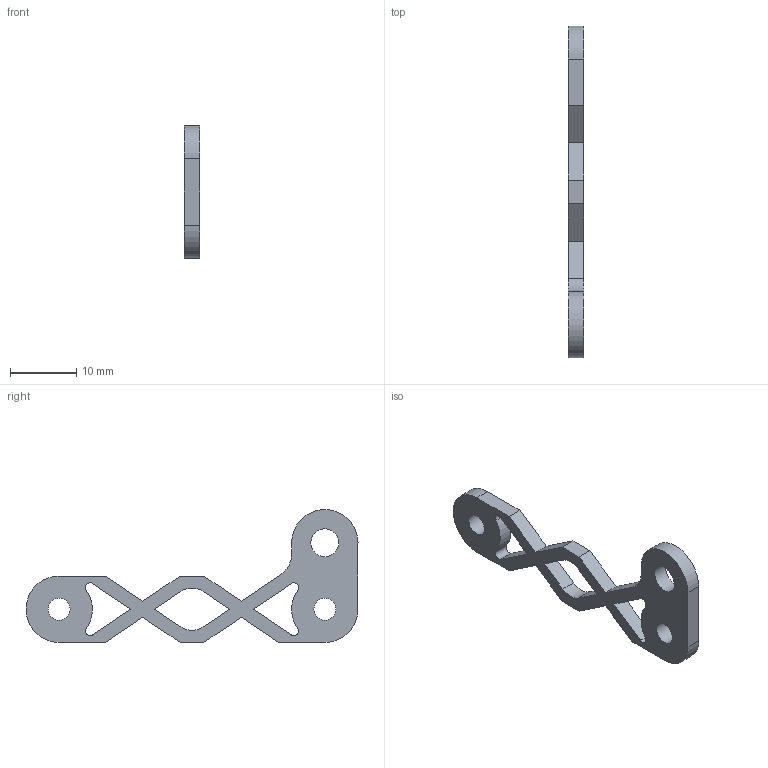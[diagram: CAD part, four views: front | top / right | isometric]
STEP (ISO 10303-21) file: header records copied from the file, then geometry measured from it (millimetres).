
FILE_DESCRIPTION(/* description */ (''),/* implementation_level */ '2;1');
FILE_NAME(/* name */ 'flex_linkage v5.step',/* time_stamp */ '2020-12-14T21:04:25-08:00',/* author */ (''),/* organization */ (''),/* preprocessor_version */ 'ST-DEVELOPER v18.1',/* originating_system */ 'Autodesk Translation Framework v9.7.1.1290',/* authorisation */ '');
FILE_SCHEMA (('AUTOMOTIVE_DESIGN { 1 0 10303 214 3 1 1 }'));
Length unit declared in the file: millimetre
Products named in the file (1): flex_linkage
Bounding box: 2.3 x 50 x 20.01 mm (x, y, z)
Volume: 839.2 mm3; surface area: 1293.5 mm2
Topology: 1 solids, 1 shells, 40 faces, 114 edges, 76 vertices
Faces by surface type: plane 25, cylinder 15
Full cylindrical faces by diameter (mm): 3.3 x2, 4.2 x1
Entity records: 1365 total; most frequent: CARTESIAN_POINT 231, ORIENTED_EDGE 228, DIRECTION 226, EDGE_CURVE 114, LINE 84, VECTOR 84, VERTEX_POINT 76, AXIS2_PLACEMENT_3D 71
